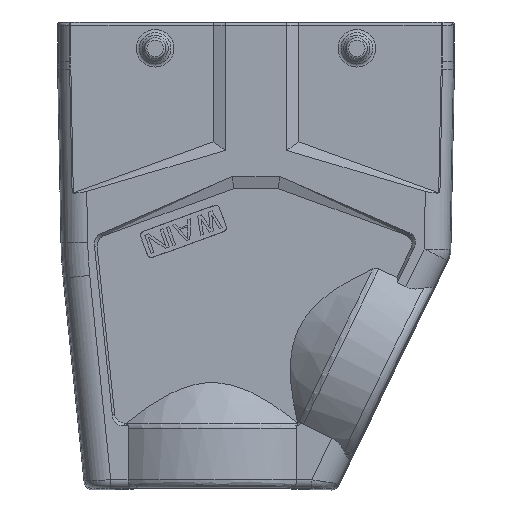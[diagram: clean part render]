
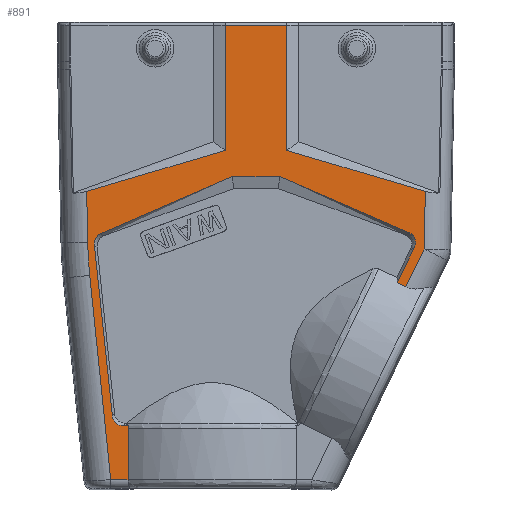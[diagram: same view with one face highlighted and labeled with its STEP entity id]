
A CAD part, top view. The second image highlights one B-rep face of the part: STEP entity #891.
In plain terms, the highlighted planar face has unit normal (0, 0, 1).
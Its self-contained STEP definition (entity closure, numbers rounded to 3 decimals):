
#333=B_SPLINE_CURVE_WITH_KNOTS('',3,(#11693,#11694,#11695,#11696,#11697,
#11698,#11699,#11700,#11701,#11702,#11703,#11704,#11705),.UNSPECIFIED.,
 .F.,.F.,(4,3,3,3,4),(0.,0.282,0.566,0.822,
1.),.UNSPECIFIED.);
#336=B_SPLINE_CURVE_WITH_KNOTS('',3,(#11744,#11745,#11746,#11747,#11748,
#11749,#11750),.UNSPECIFIED.,.F.,.F.,(4,3,4),(0.,0.63,1.),
 .UNSPECIFIED.);
#342=B_SPLINE_CURVE_WITH_KNOTS('',3,(#11802,#11803,#11804,#11805),
 .UNSPECIFIED.,.F.,.F.,(4,4),(0.,1.),.UNSPECIFIED.);
#343=B_SPLINE_CURVE_WITH_KNOTS('',3,(#11808,#11809,#11810,#11811),
 .UNSPECIFIED.,.F.,.F.,(4,4),(0.,1.),.UNSPECIFIED.);
#891=ADVANCED_FACE('',(#1505),#1193,.F.);
#1193=PLANE('',#7886);
#1505=FACE_OUTER_BOUND('',#1981,.T.);
#1981=EDGE_LOOP('',(#3774,#3775,#3776,#3777,#3778,#3779,#3780,#3781,#3782,
#3783,#3784,#3785,#3786,#3787,#3788,#3789,#3790,#3791,#3792,#3793,#3794,
#3795,#3796,#3797));
#2350=ELLIPSE('',#7707,4.209,3.);
#2353=ELLIPSE('',#7713,3.799,3.);
#3774=ORIENTED_EDGE('',*,*,#5269,.F.);
#3775=ORIENTED_EDGE('',*,*,#5903,.F.);
#3776=ORIENTED_EDGE('',*,*,#5904,.T.);
#3777=ORIENTED_EDGE('',*,*,#5905,.T.);
#3778=ORIENTED_EDGE('',*,*,#5688,.T.);
#3779=ORIENTED_EDGE('',*,*,#5687,.T.);
#3780=ORIENTED_EDGE('',*,*,#5706,.T.);
#3781=ORIENTED_EDGE('',*,*,#5710,.F.);
#3782=ORIENTED_EDGE('',*,*,#5685,.F.);
#3783=ORIENTED_EDGE('',*,*,#5671,.T.);
#3784=ORIENTED_EDGE('',*,*,#5670,.T.);
#3785=ORIENTED_EDGE('',*,*,#5667,.T.);
#3786=ORIENTED_EDGE('',*,*,#5666,.T.);
#3787=ORIENTED_EDGE('',*,*,#5663,.T.);
#3788=ORIENTED_EDGE('',*,*,#5661,.T.);
#3789=ORIENTED_EDGE('',*,*,#5641,.T.);
#3790=ORIENTED_EDGE('',*,*,#5653,.T.);
#3791=ORIENTED_EDGE('',*,*,#5649,.T.);
#3792=ORIENTED_EDGE('',*,*,#5646,.T.);
#3793=ORIENTED_EDGE('',*,*,#5679,.T.);
#3794=ORIENTED_EDGE('',*,*,#5721,.T.);
#3795=ORIENTED_EDGE('',*,*,#5893,.T.);
#3796=ORIENTED_EDGE('',*,*,#5894,.T.);
#3797=ORIENTED_EDGE('',*,*,#5902,.T.);
#4597=VERTEX_POINT('',#10450);
#4599=VERTEX_POINT('',#10456);
#4854=VERTEX_POINT('',#11558);
#4855=VERTEX_POINT('',#11559);
#4859=VERTEX_POINT('',#11578);
#4860=VERTEX_POINT('',#11580);
#4862=VERTEX_POINT('',#11586);
#4869=VERTEX_POINT('',#11658);
#4870=VERTEX_POINT('',#11706);
#4871=VERTEX_POINT('',#11730);
#4872=VERTEX_POINT('',#11734);
#4873=VERTEX_POINT('',#11741);
#4874=VERTEX_POINT('',#11751);
#4879=VERTEX_POINT('',#11783);
#4883=VERTEX_POINT('',#11799);
#4884=VERTEX_POINT('',#11806);
#4885=VERTEX_POINT('',#11807);
#4886=VERTEX_POINT('',#11812);
#4898=VERTEX_POINT('',#11857);
#4903=VERTEX_POINT('',#12026);
#4992=VERTEX_POINT('',#12651);
#4993=VERTEX_POINT('',#12655);
#4997=VERTEX_POINT('',#12702);
#4998=VERTEX_POINT('',#12704);
#5269=EDGE_CURVE('',#4597,#4599,#6267,.T.);
#5641=EDGE_CURVE('',#4854,#4855,#6559,.T.);
#5646=EDGE_CURVE('',#4860,#4859,#6561,.T.);
#5649=EDGE_CURVE('',#4862,#4860,#2350,.T.);
#5653=EDGE_CURVE('',#4855,#4862,#6565,.T.);
#5661=EDGE_CURVE('',#4869,#4854,#6570,.T.);
#5663=EDGE_CURVE('',#4870,#4869,#333,.T.);
#5666=EDGE_CURVE('',#4871,#4870,#6572,.T.);
#5667=EDGE_CURVE('',#4872,#4871,#2353,.T.);
#5670=EDGE_CURVE('',#4873,#4872,#6574,.T.);
#5671=EDGE_CURVE('',#4874,#4873,#336,.T.);
#5679=EDGE_CURVE('',#4859,#4879,#6575,.T.);
#5685=EDGE_CURVE('',#4874,#4883,#6580,.T.);
#5687=EDGE_CURVE('',#4884,#4885,#342,.T.);
#5688=EDGE_CURVE('',#4886,#4884,#343,.T.);
#5706=EDGE_CURVE('',#4885,#4898,#6590,.T.);
#5710=EDGE_CURVE('',#4883,#4898,#6591,.T.);
#5721=EDGE_CURVE('',#4879,#4903,#6594,.T.);
#5893=EDGE_CURVE('',#4903,#4992,#6680,.T.);
#5894=EDGE_CURVE('',#4992,#4993,#6681,.T.);
#5902=EDGE_CURVE('',#4993,#4599,#6685,.T.);
#5903=EDGE_CURVE('',#4997,#4597,#6686,.T.);
#5904=EDGE_CURVE('',#4997,#4998,#6687,.T.);
#5905=EDGE_CURVE('',#4998,#4886,#6688,.T.);
#6267=LINE('',#10455,#6880);
#6559=LINE('',#11557,#7172);
#6561=LINE('',#11579,#7174);
#6565=LINE('',#11595,#7178);
#6570=LINE('',#11657,#7183);
#6572=LINE('',#11731,#7185);
#6574=LINE('',#11742,#7187);
#6575=LINE('',#11784,#7188);
#6580=LINE('',#11798,#7193);
#6590=LINE('',#11858,#7203);
#6591=LINE('',#11893,#7204);
#6594=LINE('',#12027,#7207);
#6680=LINE('',#12652,#7293);
#6681=LINE('',#12654,#7294);
#6685=LINE('',#12699,#7298);
#6686=LINE('',#12701,#7299);
#6687=LINE('',#12703,#7300);
#6688=LINE('',#12705,#7301);
#6880=VECTOR('',#8296,1.);
#7172=VECTOR('',#8962,1.);
#7174=VECTOR('',#8968,1.);
#7178=VECTOR('',#8980,1.);
#7183=VECTOR('',#8989,1.);
#7185=VECTOR('',#8991,1.);
#7187=VECTOR('',#8999,1.);
#7188=VECTOR('',#9012,1.);
#7193=VECTOR('',#9021,1.);
#7203=VECTOR('',#9055,1.);
#7204=VECTOR('',#9060,1.);
#7207=VECTOR('',#9079,1.);
#7293=VECTOR('',#9433,1.);
#7294=VECTOR('',#9436,1.);
#7298=VECTOR('',#9450,1.);
#7299=VECTOR('',#9453,1.);
#7300=VECTOR('',#9454,1.);
#7301=VECTOR('',#9455,1.);
#7707=AXIS2_PLACEMENT_3D('',#11585,#8973,#8974);
#7713=AXIS2_PLACEMENT_3D('',#11733,#8994,#8995);
#7886=AXIS2_PLACEMENT_3D('',#12706,#9456,#9457);
#8296=DIRECTION('',(1.,0.,0.));
#8962=DIRECTION('',(1.,0.,0.));
#8968=DIRECTION('',(-0.438,-0.899,0.));
#8973=DIRECTION('',(0.,0.,-1.));
#8974=DIRECTION('',(0.882,0.471,0.));
#8980=DIRECTION('',(0.917,-0.399,0.));
#8989=DIRECTION('',(0.917,0.399,0.));
#8991=DIRECTION('',(-0.105,0.995,0.));
#8994=DIRECTION('',(0.,0.,-1.));
#8995=DIRECTION('',(0.669,0.743,0.));
#8999=DIRECTION('',(-1.,0.,0.));
#9012=DIRECTION('',(0.9,-0.436,0.));
#9021=DIRECTION('',(0.,-1.,0.));
#9055=DIRECTION('',(0.102,-0.995,0.));
#9060=DIRECTION('',(-1.,0.,0.));
#9079=DIRECTION('',(0.438,0.899,0.));
#9433=DIRECTION('',(0.02,1.,0.));
#9436=DIRECTION('',(-0.959,0.284,0.));
#9450=DIRECTION('',(0.,1.,0.));
#9453=DIRECTION('',(0.,1.,0.));
#9454=DIRECTION('',(-0.959,-0.284,0.));
#9455=DIRECTION('',(0.02,-1.,0.));
#9456=DIRECTION('',(0.,0.,-1.));
#9457=DIRECTION('',(-1.,0.,0.));
#10450=CARTESIAN_POINT('',(112.747,38.446,22.5));
#10455=CARTESIAN_POINT('',(112.747,38.446,22.5));
#10456=CARTESIAN_POINT('',(127.253,38.446,22.5));
#11557=CARTESIAN_POINT('',(114.304,2.747,22.5));
#11558=CARTESIAN_POINT('',(114.304,2.747,22.5));
#11559=CARTESIAN_POINT('',(125.696,2.747,22.5));
#11578=CARTESIAN_POINT('',(153.25,-22.183,22.5));
#11579=CARTESIAN_POINT('',(157.253,-13.976,22.5));
#11580=CARTESIAN_POINT('',(157.249,-13.985,22.5));
#11585=CARTESIAN_POINT('',(153.612,-13.541,22.5));
#11586=CARTESIAN_POINT('',(156.114,-10.498,22.5));
#11595=CARTESIAN_POINT('',(125.696,2.747,22.5));
#11657=CARTESIAN_POINT('',(83.403,-10.708,22.5));
#11658=CARTESIAN_POINT('',(83.402,-10.708,22.5));
#11693=CARTESIAN_POINT('',(81.937,-13.342,22.5));
#11694=CARTESIAN_POINT('',(81.906,-13.041,22.5));
#11695=CARTESIAN_POINT('',(81.917,-12.731,22.5));
#11696=CARTESIAN_POINT('',(81.981,-12.436,22.5));
#11697=CARTESIAN_POINT('',(82.045,-12.138,22.5));
#11698=CARTESIAN_POINT('',(82.164,-11.847,22.5));
#11699=CARTESIAN_POINT('',(82.332,-11.594,22.5));
#11700=CARTESIAN_POINT('',(82.484,-11.365,22.5));
#11701=CARTESIAN_POINT('',(82.68,-11.16,22.5));
#11702=CARTESIAN_POINT('',(82.901,-10.997,22.5));
#11703=CARTESIAN_POINT('',(83.056,-10.882,22.5));
#11704=CARTESIAN_POINT('',(83.225,-10.785,22.5));
#11705=CARTESIAN_POINT('',(83.402,-10.708,22.5));
#11706=CARTESIAN_POINT('',(81.937,-13.342,22.5));
#11730=CARTESIAN_POINT('',(86.165,-53.562,22.5));
#11731=CARTESIAN_POINT('',(86.165,-53.562,22.5));
#11733=CARTESIAN_POINT('',(89.528,-52.424,22.5));
#11734=CARTESIAN_POINT('',(88.749,-55.889,22.5));
#11741=CARTESIAN_POINT('',(90.061,-55.889,22.5));
#11742=CARTESIAN_POINT('',(90.061,-55.889,22.5));
#11744=CARTESIAN_POINT('',(89.853,-56.616,22.5));
#11745=CARTESIAN_POINT('',(89.853,-56.457,22.5));
#11746=CARTESIAN_POINT('',(89.884,-56.295,22.5));
#11747=CARTESIAN_POINT('',(89.939,-56.145,22.5));
#11748=CARTESIAN_POINT('',(89.972,-56.056,22.5));
#11749=CARTESIAN_POINT('',(90.013,-55.97,22.5));
#11750=CARTESIAN_POINT('',(90.061,-55.889,22.5));
#11751=CARTESIAN_POINT('',(89.853,-56.616,22.5));
#11783=CARTESIAN_POINT('',(155.276,-23.164,22.5));
#11784=CARTESIAN_POINT('',(153.25,-22.183,22.5));
#11798=CARTESIAN_POINT('',(89.853,-56.616,22.5));
#11799=CARTESIAN_POINT('',(89.853,-68.638,22.5));
#11802=CARTESIAN_POINT('',(80.513,-16.612,22.5));
#11803=CARTESIAN_POINT('',(80.592,-17.906,22.5));
#11804=CARTESIAN_POINT('',(80.698,-19.199,22.5));
#11805=CARTESIAN_POINT('',(80.83,-20.489,22.5));
#11806=CARTESIAN_POINT('',(80.513,-16.612,22.5));
#11807=CARTESIAN_POINT('',(80.83,-20.489,22.5));
#11808=CARTESIAN_POINT('',(80.356,-12.724,22.5));
#11809=CARTESIAN_POINT('',(80.382,-14.021,22.5));
#11810=CARTESIAN_POINT('',(80.434,-15.317,22.5));
#11811=CARTESIAN_POINT('',(80.513,-16.612,22.5));
#11812=CARTESIAN_POINT('',(80.356,-12.724,22.5));
#11857=CARTESIAN_POINT('',(85.776,-68.642,22.499));
#11858=CARTESIAN_POINT('',(80.83,-20.489,22.5));
#11893=CARTESIAN_POINT('',(79.892,-68.642,22.5));
#12026=CARTESIAN_POINT('',(159.613,-14.271,22.5));
#12027=CARTESIAN_POINT('',(155.276,-23.164,22.5));
#12651=CARTESIAN_POINT('',(159.879,-0.701,22.5));
#12652=CARTESIAN_POINT('',(160.464,29.208,22.5));
#12654=CARTESIAN_POINT('',(159.879,-0.701,22.5));
#12655=CARTESIAN_POINT('',(127.253,8.953,22.5));
#12699=CARTESIAN_POINT('',(127.253,8.953,22.5));
#12701=CARTESIAN_POINT('',(112.747,8.953,22.5));
#12702=CARTESIAN_POINT('',(112.747,8.953,22.5));
#12703=CARTESIAN_POINT('',(112.747,8.953,22.5));
#12704=CARTESIAN_POINT('',(80.121,-0.701,22.5));
#12705=CARTESIAN_POINT('',(79.536,29.208,22.5));
#12706=CARTESIAN_POINT('',(120.,30.,22.5));
